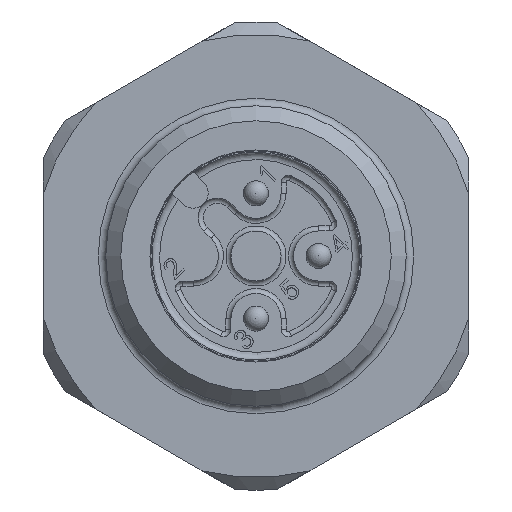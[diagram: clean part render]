
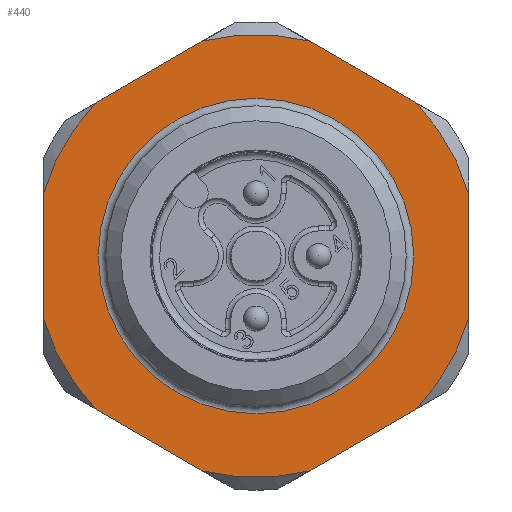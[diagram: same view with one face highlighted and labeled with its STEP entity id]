
A CAD part, front view. The second image highlights one B-rep face of the part: STEP entity #440.
In plain terms, the highlighted planar face has unit normal (0, -1, 0).
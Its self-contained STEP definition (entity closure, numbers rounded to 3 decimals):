
#440=ADVANCED_FACE('',(#1172,#1173),#625,.T.);
#625=PLANE('',#3340);
#718=LINE('',#4595,#937);
#719=LINE('',#4596,#938);
#720=LINE('',#4597,#939);
#721=LINE('',#4598,#940);
#722=LINE('',#4599,#941);
#723=LINE('',#4600,#942);
#937=VECTOR('',#3692,1.);
#938=VECTOR('',#3693,1.);
#939=VECTOR('',#3694,1.);
#940=VECTOR('',#3695,1.);
#941=VECTOR('',#3696,1.);
#942=VECTOR('',#3697,1.);
#1172=FACE_BOUND('',#1279,.T.);
#1173=FACE_BOUND('',#1280,.T.);
#1279=EDGE_LOOP('',(#1575));
#1280=EDGE_LOOP('',(#1576,#1577,#1578,#1579,#1580,#1581,#1582,#1583,#1584,
#1585,#1586,#1587));
#1575=ORIENTED_EDGE('',*,*,#2764,.T.);
#1576=ORIENTED_EDGE('',*,*,#2747,.F.);
#1577=ORIENTED_EDGE('',*,*,#2765,.T.);
#1578=ORIENTED_EDGE('',*,*,#2749,.F.);
#1579=ORIENTED_EDGE('',*,*,#2766,.T.);
#1580=ORIENTED_EDGE('',*,*,#2762,.F.);
#1581=ORIENTED_EDGE('',*,*,#2767,.T.);
#1582=ORIENTED_EDGE('',*,*,#2759,.F.);
#1583=ORIENTED_EDGE('',*,*,#2768,.T.);
#1584=ORIENTED_EDGE('',*,*,#2756,.F.);
#1585=ORIENTED_EDGE('',*,*,#2769,.T.);
#1586=ORIENTED_EDGE('',*,*,#2753,.F.);
#1587=ORIENTED_EDGE('',*,*,#2770,.T.);
#2435=VERTEX_POINT('',#4525);
#2436=VERTEX_POINT('',#4527);
#2437=VERTEX_POINT('',#4534);
#2438=VERTEX_POINT('',#4535);
#2439=VERTEX_POINT('',#4549);
#2440=VERTEX_POINT('',#4551);
#2441=VERTEX_POINT('',#4561);
#2442=VERTEX_POINT('',#4563);
#2443=VERTEX_POINT('',#4573);
#2444=VERTEX_POINT('',#4575);
#2445=VERTEX_POINT('',#4585);
#2446=VERTEX_POINT('',#4587);
#2447=VERTEX_POINT('',#4594);
#2747=EDGE_CURVE('',#2435,#2436,#3176,.T.);
#2749=EDGE_CURVE('',#2437,#2438,#3177,.T.);
#2753=EDGE_CURVE('',#2439,#2440,#3178,.T.);
#2756=EDGE_CURVE('',#2441,#2442,#3179,.T.);
#2759=EDGE_CURVE('',#2443,#2444,#3180,.T.);
#2762=EDGE_CURVE('',#2445,#2446,#3181,.T.);
#2764=EDGE_CURVE('',#2447,#2447,#3182,.T.);
#2765=EDGE_CURVE('',#2435,#2438,#718,.T.);
#2766=EDGE_CURVE('',#2437,#2446,#719,.T.);
#2767=EDGE_CURVE('',#2445,#2444,#720,.T.);
#2768=EDGE_CURVE('',#2443,#2442,#721,.T.);
#2769=EDGE_CURVE('',#2441,#2440,#722,.T.);
#2770=EDGE_CURVE('',#2439,#2436,#723,.T.);
#3176=CIRCLE('',#3327,8.85);
#3177=CIRCLE('',#3329,8.85);
#3178=CIRCLE('',#3331,8.85);
#3179=CIRCLE('',#3333,8.85);
#3180=CIRCLE('',#3335,8.85);
#3181=CIRCLE('',#3337,8.85);
#3182=CIRCLE('',#3339,6.3);
#3327=AXIS2_PLACEMENT_3D('',#4526,#3666,#3667);
#3329=AXIS2_PLACEMENT_3D('',#4533,#3670,#3671);
#3331=AXIS2_PLACEMENT_3D('',#4550,#3674,#3675);
#3333=AXIS2_PLACEMENT_3D('',#4562,#3678,#3679);
#3335=AXIS2_PLACEMENT_3D('',#4574,#3682,#3683);
#3337=AXIS2_PLACEMENT_3D('',#4586,#3686,#3687);
#3339=AXIS2_PLACEMENT_3D('',#4593,#3690,#3691);
#3340=AXIS2_PLACEMENT_3D('',#4601,#3698,#3699);
#3666=DIRECTION('',(0.,1.,0.));
#3667=DIRECTION('',(1.,0.,0.));
#3670=DIRECTION('',(0.,1.,0.));
#3671=DIRECTION('',(1.,0.,0.));
#3674=DIRECTION('',(0.,1.,0.));
#3675=DIRECTION('',(1.,0.,0.));
#3678=DIRECTION('',(0.,1.,0.));
#3679=DIRECTION('',(1.,0.,0.));
#3682=DIRECTION('',(0.,1.,0.));
#3683=DIRECTION('',(1.,0.,0.));
#3686=DIRECTION('',(0.,1.,0.));
#3687=DIRECTION('',(1.,0.,0.));
#3690=DIRECTION('',(0.,1.,0.));
#3691=DIRECTION('',(-1.,0.,0.));
#3692=DIRECTION('',(-0.866,0.,-0.5));
#3693=DIRECTION('',(0.,0.,-1.));
#3694=DIRECTION('',(0.866,0.,-0.5));
#3695=DIRECTION('',(0.866,0.,0.5));
#3696=DIRECTION('',(0.,0.,1.));
#3697=DIRECTION('',(-0.866,0.,0.5));
#3698=DIRECTION('',(0.,-1.,0.));
#3699=DIRECTION('',(1.,0.,0.));
#4525=CARTESIAN_POINT('',(9.934,-2.05,8.593));
#4526=CARTESIAN_POINT('',(12.05,-2.05,0.));
#4527=CARTESIAN_POINT('',(14.166,-2.05,8.593));
#4533=CARTESIAN_POINT('',(12.05,-2.05,0.));
#4534=CARTESIAN_POINT('',(3.55,-2.05,2.464));
#4535=CARTESIAN_POINT('',(5.666,-2.05,6.129));
#4549=CARTESIAN_POINT('',(18.434,-2.05,6.129));
#4550=CARTESIAN_POINT('',(12.05,-2.05,0.));
#4551=CARTESIAN_POINT('',(20.55,-2.05,2.464));
#4561=CARTESIAN_POINT('',(20.55,-2.05,-2.464));
#4562=CARTESIAN_POINT('',(12.05,-2.05,0.));
#4563=CARTESIAN_POINT('',(18.434,-2.05,-6.129));
#4573=CARTESIAN_POINT('',(14.166,-2.05,-8.593));
#4574=CARTESIAN_POINT('',(12.05,-2.05,0.));
#4575=CARTESIAN_POINT('',(9.934,-2.05,-8.593));
#4585=CARTESIAN_POINT('',(5.666,-2.05,-6.129));
#4586=CARTESIAN_POINT('',(12.05,-2.05,0.));
#4587=CARTESIAN_POINT('',(3.55,-2.05,-2.464));
#4593=CARTESIAN_POINT('',(12.05,-2.05,0.));
#4594=CARTESIAN_POINT('',(5.75,-2.05,0.));
#4595=CARTESIAN_POINT('',(3.968,-2.05,5.149));
#4596=CARTESIAN_POINT('',(3.55,-2.05,-8.85));
#4597=CARTESIAN_POINT('',(11.632,-2.05,-9.574));
#4598=CARTESIAN_POINT('',(12.468,-2.05,-9.574));
#4599=CARTESIAN_POINT('',(20.55,-2.05,-8.85));
#4600=CARTESIAN_POINT('',(20.132,-2.05,5.149));
#4601=CARTESIAN_POINT('',(12.05,-2.05,-8.85));
